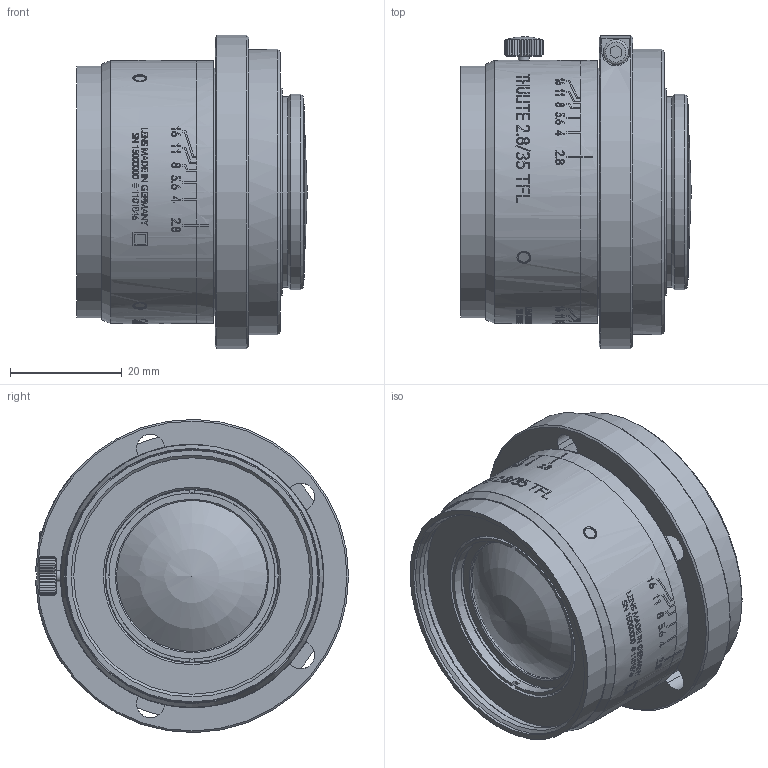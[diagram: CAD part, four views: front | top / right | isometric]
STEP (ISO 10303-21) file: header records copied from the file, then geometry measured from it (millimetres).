
FILE_DESCRIPTION(/* description */ (''),/* implementation_level */ '2;1');
FILE_NAME(/* name */ '1101846_00167193_002.stp',/* time_stamp */ '2022-12-13T11:19:50+01:00',/* author */ (''),/* organization */ (''),/* preprocessor_version */ 'ST-DEVELOPER v16',/* originating_system */ 'SIEMENS PLM Software NX 10.0',/* authorisation */ '');
FILE_SCHEMA (('AP203_CONFIGURATION_CONTROLLED_3D_DESIGN_OF_MECHANICAL_PARTS_AND_ASSEMBLIES_MIM_LF { 1 0 10303 403 2 1 2}'));
Length unit declared in the file: millimetre
Products named in the file (1): Guge51B49677tkz5
Bounding box: 41.21 x 55.99 x 55.99 mm (x, y, z)
Volume: 66094.7 mm3; surface area: 17307.6 mm2
Topology: 1 solids, 2 shells, 391 faces, 1518 edges, 1285 vertices
Faces by surface type: cylinder 217, plane 138, cone 32, sphere 3, torus 1
Full cylindrical faces by diameter (mm): 2 x1, 2.05 x4, 2.5 x1, 2.8 x1, 4.5 x1, 29.7 x1, 30.509 x1, 30.8 x1, 31 x1, 31.2 x1, 31.7 x1, 33 x1, 34 x1, 35 x1, 42.25 x1, 43.2 x2, 44.3 x1, 45 x1, 45.3 x1, 46.16 x1, 47 x1, 47.04 x2, 51 x1
Entity records: 19389 total; most frequent: CARTESIAN_POINT 8089, ORIENTED_EDGE 2891, EDGE_CURVE 1448, DIRECTION 1366, VERTEX_POINT 1266, B_SPLINE_CURVE_WITH_KNOTS 1007, EDGE_LOOP 620, AXIS2_PLACEMENT_3D 571
